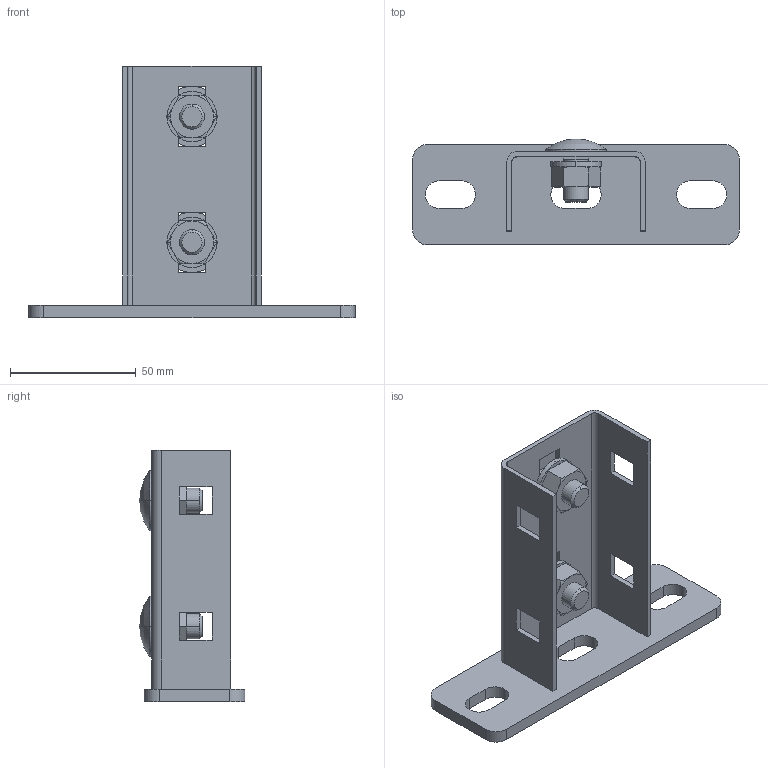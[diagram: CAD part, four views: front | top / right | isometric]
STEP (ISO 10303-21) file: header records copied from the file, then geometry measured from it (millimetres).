
FILE_DESCRIPTION(('OneSpaceDesigner STEP Export'),'2;1');
FILE_NAME('KU_3.stp','2006-01-23T 9:37:04',(''),(''),'OneSpace Designer STEP processor for AP214 (Solid Model)','OneSpace Designer 13.01 05-Feb-2005 (C) CoCreate Software GmbH','');
FILE_SCHEMA(('AUTOMOTIVE_DESIGN { 1 0 10303 214 1 1 1 1 }'));
Length unit declared in the file: millimetre
Products named in the file (11): Kopfplatte.1; U-Profil; Flachrundschraube; Scheibe_DIN_125_-_A_10.5_-_.2; Sechskantmutter_DIN_934-M10.3; Flachrundschraube.2.1; Flachrundschraube.2.1.1; Kopfplatte
Assembly tree (10 placements, depth 3):
  Kopfplatte
    Flachrundschraube.2.1.1
      Sechskantmutter_DIN_934-M10.3
      Scheibe_DIN_125_-_A_10.5_-_.2
      Flachrundschraube
    Flachrundschraube.2.1
      Sechskantmutter_DIN_934-M10.3
      Scheibe_DIN_125_-_A_10.5_-_.2
      Flachrundschraube
    U-Profil
    Kopfplatte.1
Bounding box: 130 x 42 x 100 mm (x, y, z)
Volume: 51992.9 mm3; surface area: 38810.8 mm2
Topology: 8 solids, 8 shells, 170 faces, 408 edges, 256 vertices
Faces by surface type: plane 90, cylinder 40, torus 32, sphere 4, cone 4
Entity records: 7381 total; most frequent: CARTESIAN_POINT 3443, ORIENTED_EDGE 808, DIRECTION 600, EDGE_CURVE 404, VERTEX_POINT 256, VECTOR 206, LINE 206, EDGE_LOOP 202
